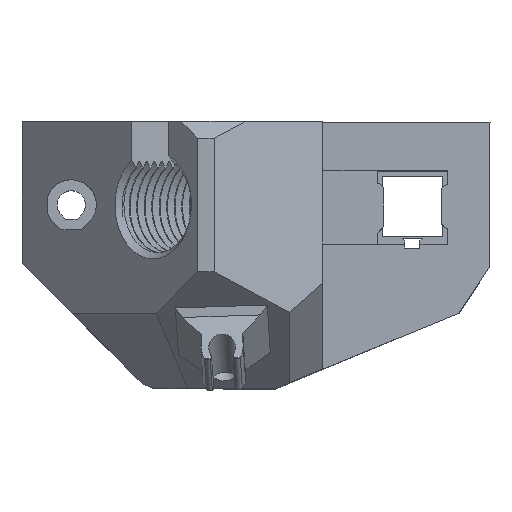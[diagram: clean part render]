
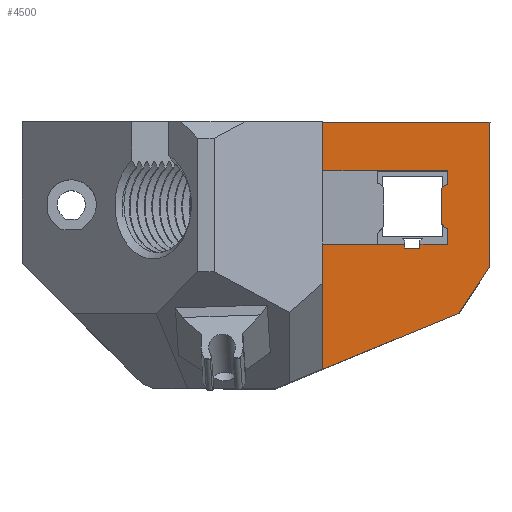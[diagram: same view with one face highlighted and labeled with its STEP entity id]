
A CAD part, top view. The second image highlights one B-rep face of the part: STEP entity #4500.
In plain terms, the highlighted planar face has unit normal (0, 0, 1).
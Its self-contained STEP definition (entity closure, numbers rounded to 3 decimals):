
#54=FACE_BOUND('',#547,.T.);
#314=FACE_OUTER_BOUND('',#546,.T.);
#546=EDGE_LOOP('',(#3673,#3674,#3675,#3676,#3677,#3678,#3679,#3680,#3681));
#547=EDGE_LOOP('',(#3682,#3683,#3684,#3685,#3686,#3687,#3688,#3689,#3690,
#3691,#3692,#3693,#3694,#3695));
#762=LINE('',#12296,#1218);
#776=LINE('',#12322,#1232);
#868=LINE('',#18911,#1324);
#872=LINE('',#18920,#1328);
#876=LINE('',#18927,#1332);
#878=LINE('',#18932,#1334);
#882=LINE('',#18938,#1338);
#884=LINE('',#18942,#1340);
#902=LINE('',#18979,#1358);
#907=LINE('',#18987,#1363);
#915=LINE('',#19005,#1371);
#923=LINE('',#19019,#1379);
#930=LINE('',#19031,#1386);
#931=LINE('',#19034,#1387);
#932=LINE('',#19035,#1388);
#933=LINE('',#19037,#1389);
#934=LINE('',#19039,#1390);
#935=LINE('',#19041,#1391);
#936=LINE('',#19042,#1392);
#937=LINE('',#19044,#1393);
#938=LINE('',#19046,#1394);
#939=LINE('',#19048,#1395);
#940=LINE('',#19049,#1396);
#1218=VECTOR('',#5076,10.);
#1232=VECTOR('',#5094,10.);
#1324=VECTOR('',#5328,10.);
#1328=VECTOR('',#5334,10.);
#1332=VECTOR('',#5340,10.);
#1334=VECTOR('',#5344,10.);
#1338=VECTOR('',#5350,10.);
#1340=VECTOR('',#5354,10.);
#1358=VECTOR('',#5384,10.);
#1363=VECTOR('',#5391,10.);
#1371=VECTOR('',#5407,10.);
#1379=VECTOR('',#5417,10.);
#1386=VECTOR('',#5428,10.);
#1387=VECTOR('',#5431,10.);
#1388=VECTOR('',#5432,10.);
#1389=VECTOR('',#5433,10.);
#1390=VECTOR('',#5434,10.);
#1391=VECTOR('',#5435,10.);
#1392=VECTOR('',#5436,10.);
#1393=VECTOR('',#5437,10.);
#1394=VECTOR('',#5438,10.);
#1395=VECTOR('',#5439,10.);
#1396=VECTOR('',#5440,10.);
#1931=VERTEX_POINT('',#12293);
#1932=VERTEX_POINT('',#12295);
#1942=VERTEX_POINT('',#12321);
#2031=VERTEX_POINT('',#18908);
#2032=VERTEX_POINT('',#18910);
#2035=VERTEX_POINT('',#18917);
#2036=VERTEX_POINT('',#18919);
#2038=VERTEX_POINT('',#18925);
#2040=VERTEX_POINT('',#18931);
#2041=VERTEX_POINT('',#18936);
#2054=VERTEX_POINT('',#18977);
#2055=VERTEX_POINT('',#18978);
#2057=VERTEX_POINT('',#18985);
#2062=VERTEX_POINT('',#19003);
#2063=VERTEX_POINT('',#19004);
#2068=VERTEX_POINT('',#19018);
#2072=VERTEX_POINT('',#19033);
#2073=VERTEX_POINT('',#19036);
#2074=VERTEX_POINT('',#19038);
#2075=VERTEX_POINT('',#19040);
#2076=VERTEX_POINT('',#19043);
#2077=VERTEX_POINT('',#19045);
#2078=VERTEX_POINT('',#19047);
#2415=EDGE_CURVE('',#1932,#1931,#762,.T.);
#2429=EDGE_CURVE('',#1942,#1932,#776,.T.);
#2594=EDGE_CURVE('',#2032,#2031,#868,.F.);
#2598=EDGE_CURVE('',#2036,#2035,#872,.T.);
#2602=EDGE_CURVE('',#2031,#2038,#876,.T.);
#2604=EDGE_CURVE('',#2036,#2040,#878,.F.);
#2608=EDGE_CURVE('',#2041,#2040,#882,.T.);
#2610=EDGE_CURVE('',#2041,#2038,#884,.F.);
#2628=EDGE_CURVE('',#2054,#2055,#902,.F.);
#2633=EDGE_CURVE('',#2035,#2057,#907,.T.);
#2641=EDGE_CURVE('',#2062,#2063,#915,.T.);
#2649=EDGE_CURVE('',#2032,#2068,#923,.F.);
#2656=EDGE_CURVE('',#2063,#2068,#930,.T.);
#2657=EDGE_CURVE('',#2072,#2054,#931,.F.);
#2658=EDGE_CURVE('',#2072,#1942,#932,.T.);
#2659=EDGE_CURVE('',#2073,#1931,#933,.T.);
#2660=EDGE_CURVE('',#2074,#2073,#934,.T.);
#2661=EDGE_CURVE('',#2074,#2075,#935,.F.);
#2662=EDGE_CURVE('',#2055,#2075,#936,.F.);
#2663=EDGE_CURVE('',#2057,#2076,#937,.T.);
#2664=EDGE_CURVE('',#2076,#2077,#938,.T.);
#2665=EDGE_CURVE('',#2077,#2078,#939,.T.);
#2666=EDGE_CURVE('',#2078,#2062,#940,.T.);
#3673=ORIENTED_EDGE('',*,*,#2657,.F.);
#3674=ORIENTED_EDGE('',*,*,#2658,.T.);
#3675=ORIENTED_EDGE('',*,*,#2429,.T.);
#3676=ORIENTED_EDGE('',*,*,#2415,.T.);
#3677=ORIENTED_EDGE('',*,*,#2659,.F.);
#3678=ORIENTED_EDGE('',*,*,#2660,.F.);
#3679=ORIENTED_EDGE('',*,*,#2661,.T.);
#3680=ORIENTED_EDGE('',*,*,#2662,.F.);
#3681=ORIENTED_EDGE('',*,*,#2628,.F.);
#3682=ORIENTED_EDGE('',*,*,#2598,.T.);
#3683=ORIENTED_EDGE('',*,*,#2633,.T.);
#3684=ORIENTED_EDGE('',*,*,#2663,.T.);
#3685=ORIENTED_EDGE('',*,*,#2664,.T.);
#3686=ORIENTED_EDGE('',*,*,#2665,.T.);
#3687=ORIENTED_EDGE('',*,*,#2666,.T.);
#3688=ORIENTED_EDGE('',*,*,#2641,.T.);
#3689=ORIENTED_EDGE('',*,*,#2656,.T.);
#3690=ORIENTED_EDGE('',*,*,#2649,.F.);
#3691=ORIENTED_EDGE('',*,*,#2594,.T.);
#3692=ORIENTED_EDGE('',*,*,#2602,.T.);
#3693=ORIENTED_EDGE('',*,*,#2610,.F.);
#3694=ORIENTED_EDGE('',*,*,#2608,.T.);
#3695=ORIENTED_EDGE('',*,*,#2604,.F.);
#4287=PLANE('',#4742);
#4500=ADVANCED_FACE('',(#314,#54),#4287,.T.);
#4742=AXIS2_PLACEMENT_3D('',#19032,#5429,#5430);
#5076=DIRECTION('',(-1.,0.,0.));
#5094=DIRECTION('',(0.,-1.,0.));
#5328=DIRECTION('',(0.,1.,0.));
#5334=DIRECTION('',(1.,0.,0.));
#5340=DIRECTION('',(-1.,0.,0.));
#5344=DIRECTION('',(0.707,-0.707,0.));
#5350=DIRECTION('',(0.,-1.,0.));
#5354=DIRECTION('',(-0.707,-0.707,0.));
#5384=DIRECTION('',(0.556,0.831,0.));
#5391=DIRECTION('',(0.,-1.,0.));
#5407=DIRECTION('',(-1.,0.,0.));
#5417=DIRECTION('',(1.,0.,0.));
#5428=DIRECTION('',(0.,1.,0.));
#5429=DIRECTION('center_axis',(0.,0.,
1.));
#5430=DIRECTION('ref_axis',(0.,-1.,0.));
#5431=DIRECTION('',(0.,1.,0.));
#5432=DIRECTION('',(-1.,0.,0.));
#5433=DIRECTION('',(0.,1.,0.));
#5434=DIRECTION('',(-1.,0.,0.));
#5435=DIRECTION('',(0.,1.,0.));
#5436=DIRECTION('',(0.924,0.383,0.));
#5437=DIRECTION('',(-1.,0.,0.));
#5438=DIRECTION('',(0.,-1.,0.));
#5439=DIRECTION('',(-1.,0.,0.));
#5440=DIRECTION('',(0.,1.,0.));
#12293=CARTESIAN_POINT('',(66.286,152.653,-27.66));
#12295=CARTESIAN_POINT('',(68.03,152.653,-27.66));
#12296=CARTESIAN_POINT('',(61.324,152.653,-27.66));
#12321=CARTESIAN_POINT('',(68.03,157.653,-27.66));
#12322=CARTESIAN_POINT('',(68.03,148.903,-27.66));
#18908=CARTESIAN_POINT('',(83.23,150.228,-27.66));
#18910=CARTESIAN_POINT('',(83.23,151.828,-27.66));
#18911=CARTESIAN_POINT('',(83.23,150.703,-27.66));
#18917=CARTESIAN_POINT('',(83.23,144.978,-27.66));
#18919=CARTESIAN_POINT('',(83.03,144.978,-27.66));
#18920=CARTESIAN_POINT('',(75.758,144.978,-27.66));
#18925=CARTESIAN_POINT('',(83.03,150.228,-27.66));
#18927=CARTESIAN_POINT('',(75.408,150.228,-27.66));
#18931=CARTESIAN_POINT('',(82.53,145.478,-27.66));
#18932=CARTESIAN_POINT('',(75.956,152.051,-27.66));
#18936=CARTESIAN_POINT('',(82.53,149.728,-27.66));
#18938=CARTESIAN_POINT('',(82.53,151.503,-27.66));
#18942=CARTESIAN_POINT('',(81.169,148.367,-27.66));
#18977=CARTESIAN_POINT('',(88.286,140.347,-27.66));
#18978=CARTESIAN_POINT('',(84.59,134.816,-27.66));
#18979=CARTESIAN_POINT('',(87.118,138.599,-27.66));
#18985=CARTESIAN_POINT('',(83.23,143.028,-27.66));
#18987=CARTESIAN_POINT('',(83.23,150.703,-27.66));
#19003=CARTESIAN_POINT('',(78.1,143.028,-27.66));
#19004=CARTESIAN_POINT('',(68.286,143.028,-27.66));
#19005=CARTESIAN_POINT('',(60.786,143.028,-27.66));
#19018=CARTESIAN_POINT('',(68.286,151.828,-27.66));
#19019=CARTESIAN_POINT('',(67.764,151.828,-27.66));
#19031=CARTESIAN_POINT('',(68.286,137.653,-27.66));
#19032=CARTESIAN_POINT('Origin',(68.286,152.653,-27.66));
#19033=CARTESIAN_POINT('',(88.286,157.653,-27.66));
#19034=CARTESIAN_POINT('',(88.286,148.903,-27.66));
#19035=CARTESIAN_POINT('',(66.286,157.653,-27.66));
#19036=CARTESIAN_POINT('',(66.286,137.653,-27.66));
#19037=CARTESIAN_POINT('',(66.286,148.903,-27.66));
#19038=CARTESIAN_POINT('',(68.286,137.653,-27.66));
#19039=CARTESIAN_POINT('',(59.786,137.653,-27.66));
#19040=CARTESIAN_POINT('',(68.286,128.063,-27.66));
#19041=CARTESIAN_POINT('',(68.286,148.903,-27.66));
#19042=CARTESIAN_POINT('',(72.926,129.985,-27.66));
#19043=CARTESIAN_POINT('',(79.9,143.028,-27.66));
#19044=CARTESIAN_POINT('',(60.786,143.028,-27.66));
#19045=CARTESIAN_POINT('',(79.9,142.578,-27.66));
#19046=CARTESIAN_POINT('',(79.9,150.303,-27.66));
#19047=CARTESIAN_POINT('',(78.1,142.578,-27.66));
#19048=CARTESIAN_POINT('',(73.193,142.578,-27.66));
#19049=CARTESIAN_POINT('',(78.1,150.528,-27.66));
